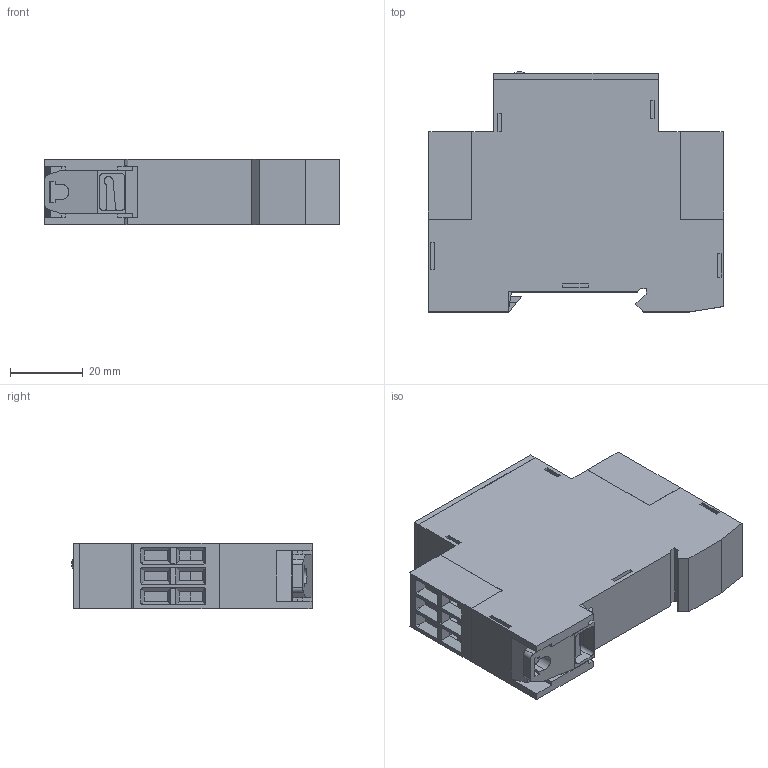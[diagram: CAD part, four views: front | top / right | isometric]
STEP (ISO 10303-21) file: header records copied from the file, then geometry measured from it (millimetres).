
FILE_DESCRIPTION (( 'STEP AP214' ), '1' );
FILE_NAME ('108102.STEP', '2011-07-23T20:00:42', ( 'LALo' ), ( 'Edi Foundation' ), 'SwSTEP 2.0', 'SolidWorks 2011', '' );
FILE_SCHEMA (( 'AUTOMOTIVE_DESIGN' ));
Length unit declared in the file: inch
Products named in the file (1): 108102
Bounding box: 81.18 x 65.89 x 17.91 mm (x, y, z)
Surface area: 21474.3 mm2 (no closed solid volume)
Topology: 0 solids, 356 shells, 364 faces, 1865 edges, 1833 vertices
Faces by surface type: plane 276, cylinder 45, cone 42, bspline 1
Entity records: 23900 total; most frequent: CARTESIAN_POINT 8577, DIRECTION 2411, ORIENTED_EDGE 1849, EDGE_CURVE 1841, VERTEX_POINT 1833, VECTOR 1389, LINE 1389, AXIS2_PLACEMENT_3D 511
